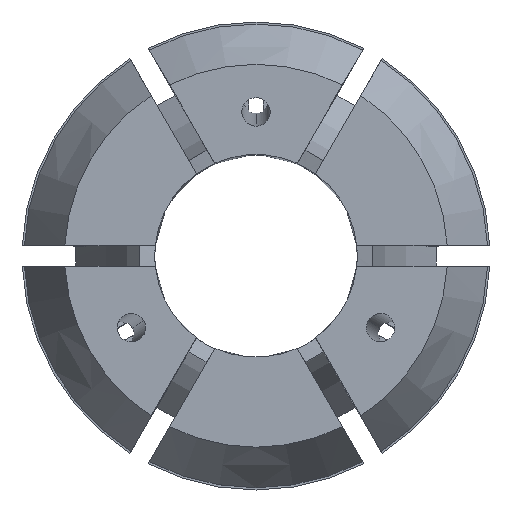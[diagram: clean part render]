
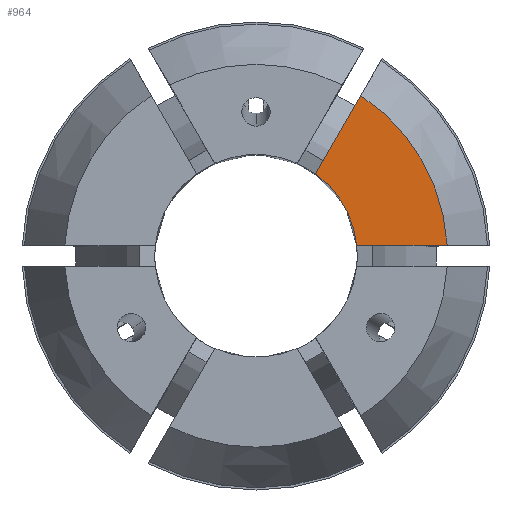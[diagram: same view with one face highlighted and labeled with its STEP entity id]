
A CAD part, top view. The second image highlights one B-rep face of the part: STEP entity #964.
In plain terms, the highlighted planar face has unit normal (0, 0, 1).
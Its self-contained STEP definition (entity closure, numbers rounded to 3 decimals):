
#13 = EDGE_CURVE ( 'NONE', #3947, #642, #1233, .T. ) ;
#116 = CARTESIAN_POINT ( 'NONE',  ( 0., 0., 40. ) ) ;
#255 = EDGE_CURVE ( 'NONE', #2082, #642, #1034, .T. ) ;
#369 = CARTESIAN_POINT ( 'NONE',  ( 4.202, 5.778, 40. ) ) ;
#394 = EDGE_CURVE ( 'NONE', #3947, #3863, #692, .T. ) ;
#396 = EDGE_CURVE ( 'NONE', #3863, #2082, #592, .T. ) ;
#522 = DIRECTION ( 'NONE',  ( 1., 0., 0. ) ) ;
#592 = LINE ( 'NONE', #739, #3309 ) ;
#642 = VERTEX_POINT ( 'NONE', #369 ) ;
#663 = ORIENTED_EDGE ( 'NONE', *, *, #394, .F. ) ;
#692 = CIRCLE ( 'NONE', #3706, 13.499 ) ;
#723 = CARTESIAN_POINT ( 'NONE',  ( 0., 0., 40. ) ) ;
#739 = CARTESIAN_POINT ( 'NONE',  ( 0., 0.75, 40. ) ) ;
#964 = ADVANCED_FACE ( 'NONE', ( #2749 ), #3127, .T. ) ;
#1034 = CIRCLE ( 'NONE', #2453, 7.144 ) ;
#1037 = DIRECTION ( 'NONE',  ( -1., 0., 0. ) ) ;
#1233 = LINE ( 'NONE', #1583, #1417 ) ;
#1335 = DIRECTION ( 'NONE',  ( -0.5, -0.866, 0. ) ) ;
#1358 = AXIS2_PLACEMENT_3D ( 'NONE', #3099, #3742, #1933 ) ;
#1417 = VECTOR ( 'NONE', #1335, 1000. ) ;
#1583 = CARTESIAN_POINT ( 'NONE',  ( 6.495, 9.75, 40. ) ) ;
#1588 = CARTESIAN_POINT ( 'NONE',  ( 7.105, 0.75, 40. ) ) ;
#1933 = DIRECTION ( 'NONE',  ( 1., 0., 0. ) ) ;
#2082 = VERTEX_POINT ( 'NONE', #1588 ) ;
#2453 = AXIS2_PLACEMENT_3D ( 'NONE', #116, #3240, #522 ) ;
#2514 = CARTESIAN_POINT ( 'NONE',  ( 13.479, 0.75, 40. ) ) ;
#2568 = DIRECTION ( 'NONE',  ( -1., 0., 0. ) ) ;
#2749 = FACE_OUTER_BOUND ( 'NONE', #3752, .T. ) ;
#2778 = ORIENTED_EDGE ( 'NONE', *, *, #13, .T. ) ;
#2873 = DIRECTION ( 'NONE',  ( 0., 0., -1. ) ) ;
#2903 = CARTESIAN_POINT ( 'NONE',  ( 7.389, 11.298, 40. ) ) ;
#2935 = ORIENTED_EDGE ( 'NONE', *, *, #255, .F. ) ;
#3027 = ORIENTED_EDGE ( 'NONE', *, *, #396, .F. ) ;
#3099 = CARTESIAN_POINT ( 'NONE',  ( 0., 13.499, 40. ) ) ;
#3127 = PLANE ( 'NONE',  #1358 ) ;
#3240 = DIRECTION ( 'NONE',  ( 0., 0., 1. ) ) ;
#3309 = VECTOR ( 'NONE', #2568, 1000. ) ;
#3706 = AXIS2_PLACEMENT_3D ( 'NONE', #723, #2873, #1037 ) ;
#3742 = DIRECTION ( 'NONE',  ( 0., 0., 1. ) ) ;
#3752 = EDGE_LOOP ( 'NONE', ( #663, #2778, #2935, #3027 ) ) ;
#3863 = VERTEX_POINT ( 'NONE', #2514 ) ;
#3947 = VERTEX_POINT ( 'NONE', #2903 ) ;
